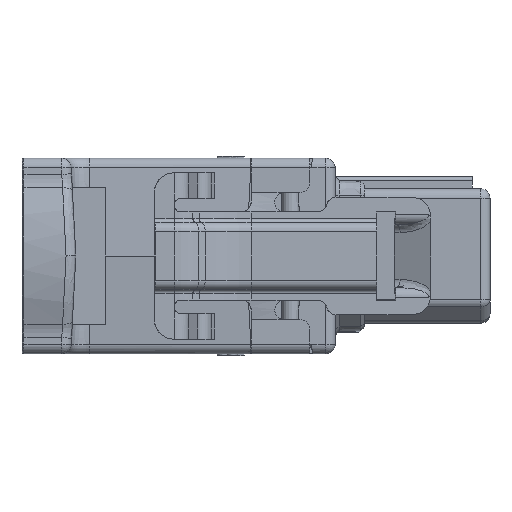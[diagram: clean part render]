
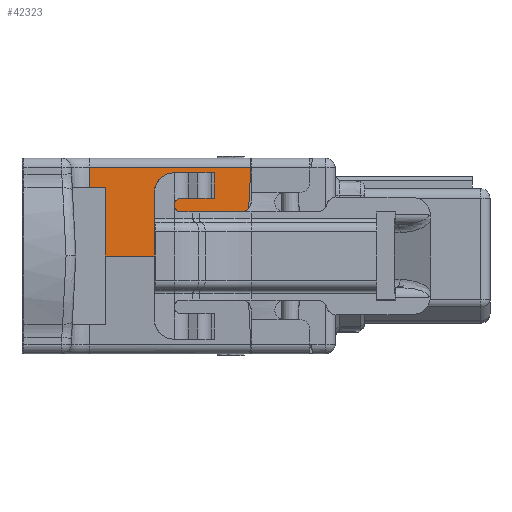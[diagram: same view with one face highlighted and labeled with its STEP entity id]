
A CAD part, left-side view. The second image highlights one B-rep face of the part: STEP entity #42323.
In plain terms, the highlighted planar face has unit normal (-0.999, 0, 0.052).
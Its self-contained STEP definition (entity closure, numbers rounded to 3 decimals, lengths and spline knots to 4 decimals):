
#1593=DIRECTION('',(0.,1.,0.));
#1594=VECTOR('',#1593,8.2409);
#1595=CARTESIAN_POINT('',(-8.8628,4.3091,4.5262));
#1596=LINE('',#1595,#1594);
#1597=DIRECTION('',(-0.052,0.052,-0.997));
#1598=VECTOR('',#1597,4.5386);
#1599=CARTESIAN_POINT('',(-8.8628,4.3091,4.5262));
#1600=LINE('',#1599,#1598);
#1601=DIRECTION('',(0.,-1.,0.));
#1602=VECTOR('',#1601,7.2037);
#1603=CARTESIAN_POINT('',(-9.1,11.75,0.));
#1604=LINE('',#1603,#1602);
#1605=DIRECTION('',(-0.052,0.,-0.999));
#1606=VECTOR('',#1605,3.5048);
#1607=CARTESIAN_POINT('',(-8.9166,11.75,3.5));
#1608=LINE('',#1607,#1606);
#1609=DIRECTION('',(0.,-1.,0.));
#1610=VECTOR('',#1609,0.8);
#1611=CARTESIAN_POINT('',(-8.9166,12.55,3.5));
#1612=LINE('',#1611,#1610);
#1613=DIRECTION('',(0.052,0.,0.999));
#1614=VECTOR('',#1613,1.0276);
#1615=CARTESIAN_POINT('',(-8.9166,12.55,3.5));
#1616=LINE('',#1615,#1614);
#36896=CARTESIAN_POINT('',(-8.9166,12.55,3.5));
#36898=VERTEX_POINT('',#36896);
#36910=CARTESIAN_POINT('',(-8.9166,11.75,3.5));
#36911=VERTEX_POINT('',#36910);
#36920=CARTESIAN_POINT('',(-9.1,11.75,0.));
#36921=CARTESIAN_POINT('',(-9.1,4.5463,0.));
#36922=VERTEX_POINT('',#36920);
#36923=VERTEX_POINT('',#36921);
#36940=CARTESIAN_POINT('',(-8.8628,12.55,4.5262));
#36941=VERTEX_POINT('',#36940);
#36944=CARTESIAN_POINT('',(-8.8628,4.3091,
4.5262));
#36945=VERTEX_POINT('',#36944);
#42305=CARTESIAN_POINT('',(-9.1,12.55,0.));
#42306=DIRECTION('',(-0.999,0.,0.052));
#42307=DIRECTION('',(0.,-1.,0.));
#42308=AXIS2_PLACEMENT_3D('',#42305,#42306,#42307);
#42309=PLANE('',#42308);
#42311=ORIENTED_EDGE('',*,*,#42310,.F.);
#42312=ORIENTED_EDGE('',*,*,#42292,.T.);
#42314=ORIENTED_EDGE('',*,*,#42313,.F.);
#42316=ORIENTED_EDGE('',*,*,#42315,.F.);
#42318=ORIENTED_EDGE('',*,*,#42317,.F.);
#42320=ORIENTED_EDGE('',*,*,#42319,.T.);
#42321=EDGE_LOOP('',(#42311,#42312,#42314,#42316,#42318,#42320));
#42322=FACE_OUTER_BOUND('',#42321,.F.);
#42323=ADVANCED_FACE('',(#42322),#42309,.T.);
#42292=EDGE_CURVE('',#36945,#36923,#1600,.T.);
#42310=EDGE_CURVE('',#36945,#36941,#1596,.T.);
#42313=EDGE_CURVE('',#36922,#36923,#1604,.T.);
#42315=EDGE_CURVE('',#36911,#36922,#1608,.T.);
#42317=EDGE_CURVE('',#36898,#36911,#1612,.T.);
#42319=EDGE_CURVE('',#36898,#36941,#1616,.T.);
